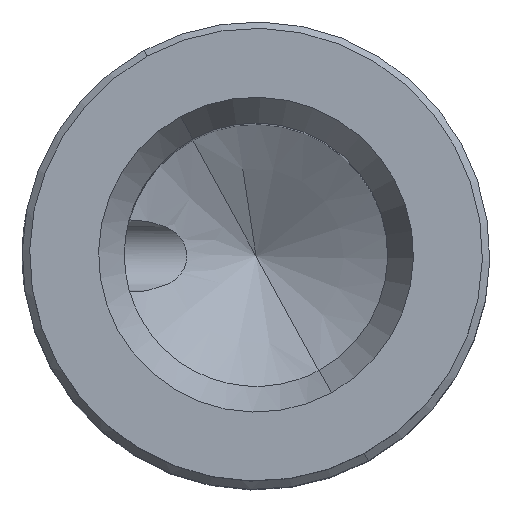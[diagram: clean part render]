
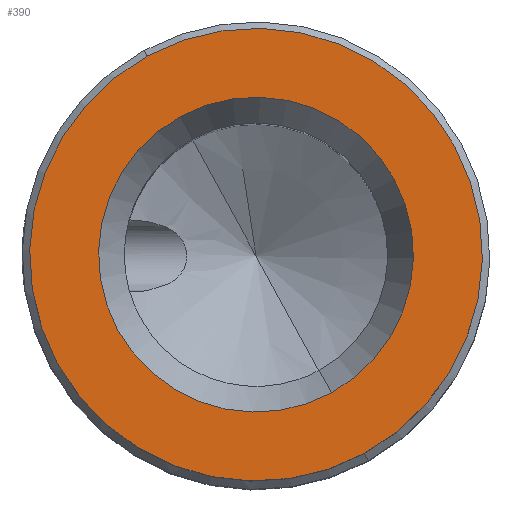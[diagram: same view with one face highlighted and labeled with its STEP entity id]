
A CAD part, top view. The second image highlights one B-rep face of the part: STEP entity #390.
In plain terms, the highlighted planar face has unit normal (0, 0, 1).
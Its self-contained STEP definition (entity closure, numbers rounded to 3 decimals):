
#262=AXIS2_PLACEMENT_3D('Circle Axis2P3D',#260,#261,$) ;
#353=AXIS2_PLACEMENT_3D('Circle Axis2P3D',#351,#352,$) ;
#366=AXIS2_PLACEMENT_3D('Plane Axis2P3D',#363,#364,#365) ;
#370=AXIS2_PLACEMENT_3D('Circle Axis2P3D',#368,#369,$) ;
#379=AXIS2_PLACEMENT_3D('Circle Axis2P3D',#377,#378,$) ;
#257=CARTESIAN_POINT('Vertex',(4.167,1.288,30.8)) ;
#260=CARTESIAN_POINT('Axis2P3D Location',(3.15,3.15,30.8)) ;
#264=CARTESIAN_POINT('Vertex',(2.133,5.012,30.8)) ;
#351=CARTESIAN_POINT('Axis2P3D Location',(3.15,3.15,30.8)) ;
#363=CARTESIAN_POINT('Axis2P3D Location',(3.15,6.2,30.8)) ;
#368=CARTESIAN_POINT('Axis2P3D Location',(3.15,3.15,30.8)) ;
#372=CARTESIAN_POINT('Vertex',(4.612,0.473,30.8)) ;
#374=CARTESIAN_POINT('Vertex',(1.688,5.827,30.8)) ;
#377=CARTESIAN_POINT('Axis2P3D Location',(3.15,3.15,30.8)) ;
#261=DIRECTION('Axis2P3D Direction',(0.,0.,1.)) ;
#352=DIRECTION('Axis2P3D Direction',(0.,0.,1.)) ;
#364=DIRECTION('Axis2P3D Direction',(0.,0.,1.)) ;
#365=DIRECTION('Axis2P3D XDirection',(1.,0.,0.)) ;
#369=DIRECTION('Axis2P3D Direction',(0.,0.,1.)) ;
#378=DIRECTION('Axis2P3D Direction',(0.,0.,1.)) ;
#383=ORIENTED_EDGE('',*,*,#376,.T.) ;
#384=ORIENTED_EDGE('',*,*,#381,.T.) ;
#387=ORIENTED_EDGE('',*,*,#355,.F.) ;
#388=ORIENTED_EDGE('',*,*,#266,.F.) ;
#389=FACE_BOUND('',#386,.T.) ;
#390=ADVANCED_FACE('Hauptkoerper',(#385,#389),#367,.T.) ;
#263=CIRCLE('generated circle',#262,2.121) ;
#354=CIRCLE('generated circle',#353,2.121) ;
#371=CIRCLE('generated circle',#370,3.05) ;
#380=CIRCLE('generated circle',#379,3.05) ;
#266=EDGE_CURVE('',#258,#265,#263,.T.) ;
#355=EDGE_CURVE('',#265,#258,#354,.T.) ;
#376=EDGE_CURVE('',#373,#375,#371,.T.) ;
#381=EDGE_CURVE('',#375,#373,#380,.T.) ;
#382=EDGE_LOOP('',(#383,#384)) ;
#386=EDGE_LOOP('',(#387,#388)) ;
#385=FACE_OUTER_BOUND('',#382,.T.) ;
#367=PLANE('',#366) ;
#258=VERTEX_POINT('',#257) ;
#265=VERTEX_POINT('',#264) ;
#373=VERTEX_POINT('',#372) ;
#375=VERTEX_POINT('',#374) ;
